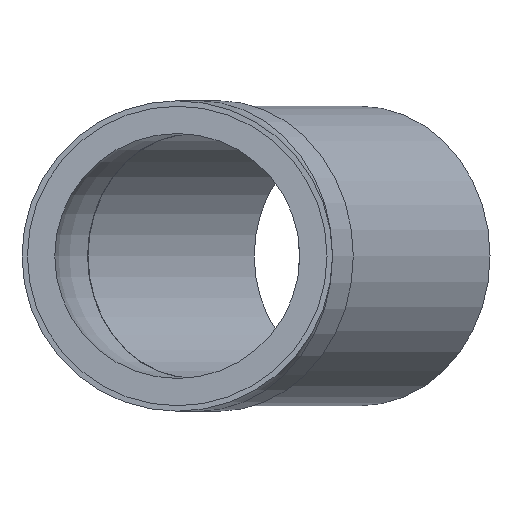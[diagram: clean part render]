
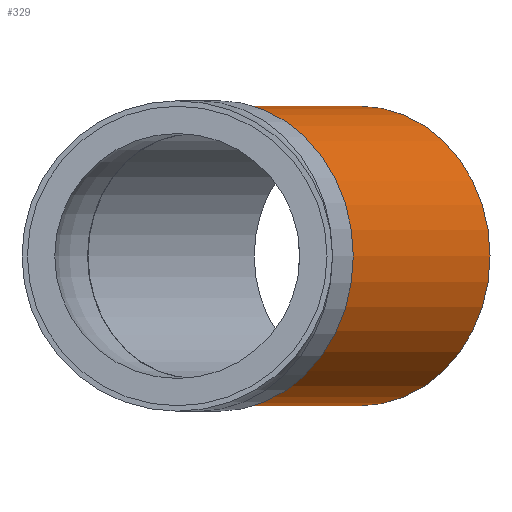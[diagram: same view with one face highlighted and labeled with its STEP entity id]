
A CAD part, front view. The second image highlights one B-rep face of the part: STEP entity #329.
In plain terms, the highlighted cylindrical face has radius 45 mm (diameter 90 mm), a full revolution.
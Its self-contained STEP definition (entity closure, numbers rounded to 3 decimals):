
#265=CARTESIAN_POINT('',(-26.471,44.151,0.));
#266=VERTEX_POINT('',#265);
#273=CARTESIAN_POINT('',(12.5,21.651,0.));
#274=DIRECTION('',(0.5,0.866,0.));
#275=DIRECTION('',(-0.866,0.5,0.));
#276=AXIS2_PLACEMENT_3D('',#273,#274,#275);
#277=CIRCLE('',#276,45.);
#278=EDGE_CURVE('',#266,#266,#277,.T.);
#305=CARTESIAN_POINT('',(16.029,117.763,0.));
#306=VERTEX_POINT('',#305);
#307=CARTESIAN_POINT('',(55.,95.263,0.));
#308=DIRECTION('',(0.5,0.866,0.));
#309=DIRECTION('',(-0.866,0.5,0.));
#310=AXIS2_PLACEMENT_3D('',#307,#308,#309);
#311=CIRCLE('',#310,45.);
#312=EDGE_CURVE('',#306,#306,#311,.T.);
#313=ORIENTED_EDGE('',*,*,#312,.F.);
#314=CARTESIAN_POINT('',(-5.221,80.957,0.));
#315=DIRECTION('',(0.5,0.866,0.));
#316=VECTOR('',#315,45.);
#317=LINE('',#314,#316);
#318=EDGE_CURVE('',#266,#306,#317,.T.);
#319=ORIENTED_EDGE('',*,*,#318,.F.);
#320=ORIENTED_EDGE('',*,*,#278,.T.);
#321=ORIENTED_EDGE('',*,*,#318,.T.);
#322=EDGE_LOOP('',(#313,#319,#320,#321));
#323=FACE_OUTER_BOUND('',#322,.T.);
#324=CARTESIAN_POINT('',(33.75,58.457,0.));
#325=DIRECTION('',(0.5,0.866,0.));
#326=DIRECTION('',(-0.866,0.5,0.));
#327=AXIS2_PLACEMENT_3D('',#324,#325,#326);
#328=CYLINDRICAL_SURFACE('',#327,45.);
#329=ADVANCED_FACE('',(#323),#328,.T.);
